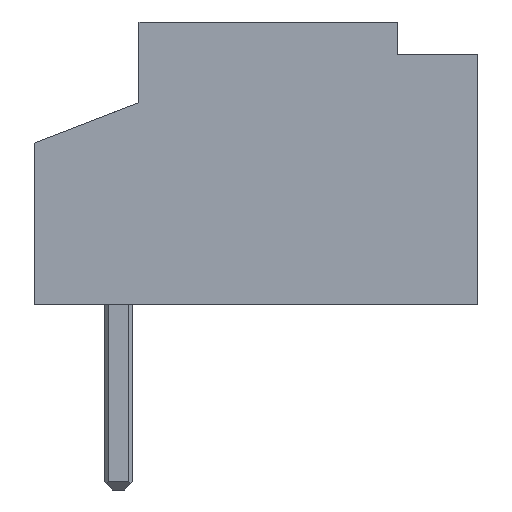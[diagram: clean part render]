
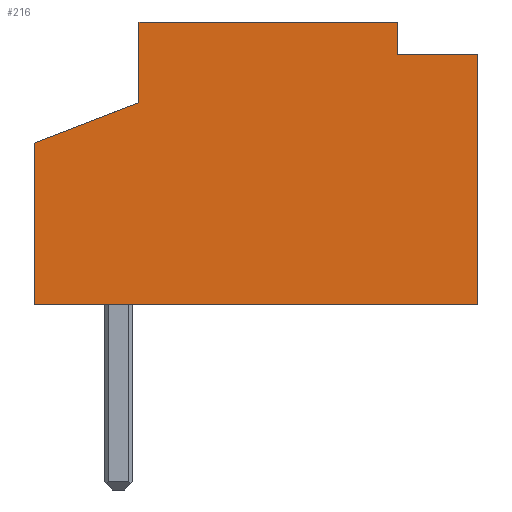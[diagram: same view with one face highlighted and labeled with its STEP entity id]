
A CAD part, left-side view. The second image highlights one B-rep face of the part: STEP entity #216.
In plain terms, the highlighted planar face has unit normal (-1, 0, 0).
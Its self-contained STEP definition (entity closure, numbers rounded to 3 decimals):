
#24 = VERTEX_POINT('',#25);
#25 = CARTESIAN_POINT('',(-1.5,-4.45,3.1));
#31 = EDGE_CURVE('',#24,#32,#34,.T.);
#32 = VERTEX_POINT('',#33);
#33 = CARTESIAN_POINT('',(-1.5,-4.45,0.));
#34 = LINE('',#35,#36);
#35 = CARTESIAN_POINT('',(-1.5,-4.45,3.5));
#36 = VECTOR('',#37,1.);
#37 = DIRECTION('',(0.,0.,-1.));
#175 = VERTEX_POINT('',#176);
#176 = CARTESIAN_POINT('',(-1.5,-3.45,3.1));
#182 = EDGE_CURVE('',#24,#175,#183,.T.);
#183 = LINE('',#184,#185);
#184 = CARTESIAN_POINT('',(-1.5,-4.45,3.1));
#185 = VECTOR('',#186,1.);
#186 = DIRECTION('',(0.,1.,0.));
#216 = ADVANCED_FACE('',(#217),#267,.F.);
#217 = FACE_BOUND('',#218,.F.);
#218 = EDGE_LOOP('',(#219,#229,#237,#245,#253,#259,#260,#261));
#219 = ORIENTED_EDGE('',*,*,#220,.F.);
#220 = EDGE_CURVE('',#221,#223,#225,.T.);
#221 = VERTEX_POINT('',#222);
#222 = CARTESIAN_POINT('',(-1.5,1.05,2.));
#223 = VERTEX_POINT('',#224);
#224 = CARTESIAN_POINT('',(-1.5,1.05,0.));
#225 = LINE('',#226,#227);
#226 = CARTESIAN_POINT('',(-1.5,1.05,3.5));
#227 = VECTOR('',#228,1.);
#228 = DIRECTION('',(0.,0.,-1.));
#229 = ORIENTED_EDGE('',*,*,#230,.F.);
#230 = EDGE_CURVE('',#231,#221,#233,.T.);
#231 = VERTEX_POINT('',#232);
#232 = CARTESIAN_POINT('',(-1.5,-0.25,2.5));
#233 = LINE('',#234,#235);
#234 = CARTESIAN_POINT('',(-1.5,0.149,2.347));
#235 = VECTOR('',#236,1.);
#236 = DIRECTION('',(0.,0.933,-0.359));
#237 = ORIENTED_EDGE('',*,*,#238,.F.);
#238 = EDGE_CURVE('',#239,#231,#241,.T.);
#239 = VERTEX_POINT('',#240);
#240 = CARTESIAN_POINT('',(-1.5,-0.25,3.5));
#241 = LINE('',#242,#243);
#242 = CARTESIAN_POINT('',(-1.5,-0.25,3.5));
#243 = VECTOR('',#244,1.);
#244 = DIRECTION('',(0.,0.,-1.));
#245 = ORIENTED_EDGE('',*,*,#246,.T.);
#246 = EDGE_CURVE('',#239,#247,#249,.T.);
#247 = VERTEX_POINT('',#248);
#248 = CARTESIAN_POINT('',(-1.5,-3.45,3.5));
#249 = LINE('',#250,#251);
#250 = CARTESIAN_POINT('',(-1.5,1.05,3.5));
#251 = VECTOR('',#252,1.);
#252 = DIRECTION('',(0.,-1.,0.));
#253 = ORIENTED_EDGE('',*,*,#254,.F.);
#254 = EDGE_CURVE('',#175,#247,#255,.T.);
#255 = LINE('',#256,#257);
#256 = CARTESIAN_POINT('',(-1.5,-3.45,3.1));
#257 = VECTOR('',#258,1.);
#258 = DIRECTION('',(0.,0.,1.));
#259 = ORIENTED_EDGE('',*,*,#182,.F.);
#260 = ORIENTED_EDGE('',*,*,#31,.T.);
#261 = ORIENTED_EDGE('',*,*,#262,.F.);
#262 = EDGE_CURVE('',#223,#32,#263,.T.);
#263 = LINE('',#264,#265);
#264 = CARTESIAN_POINT('',(-1.5,1.05,0.));
#265 = VECTOR('',#266,1.);
#266 = DIRECTION('',(0.,-1.,0.));
#267 = PLANE('',#268);
#268 = AXIS2_PLACEMENT_3D('',#269,#270,#271);
#269 = CARTESIAN_POINT('',(-1.5,1.05,3.5));
#270 = DIRECTION('',(1.,0.,0.));
#271 = DIRECTION('',(0.,0.,-1.));
